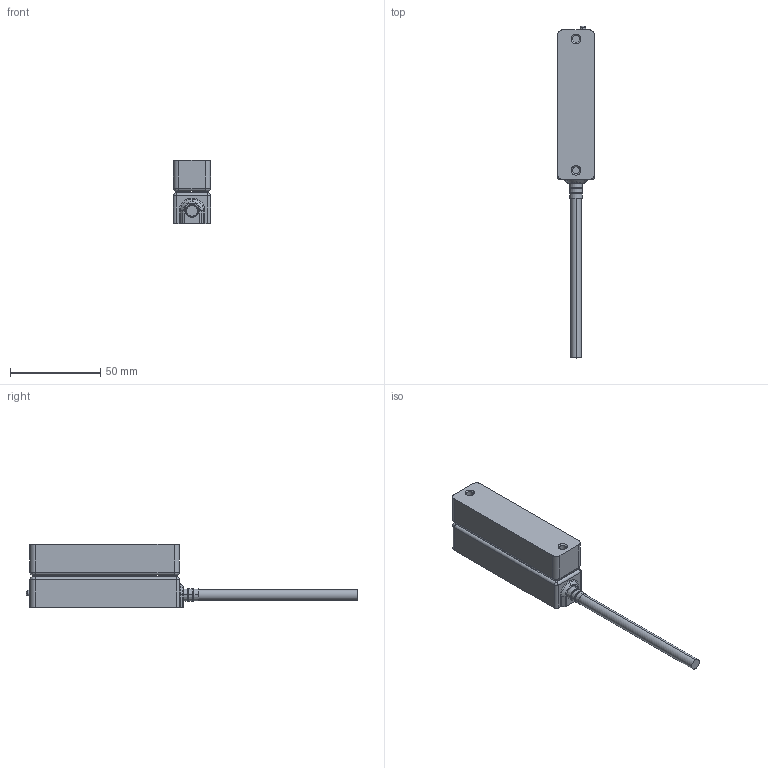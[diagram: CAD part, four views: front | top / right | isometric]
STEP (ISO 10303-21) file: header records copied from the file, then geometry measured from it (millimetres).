
FILE_DESCRIPTION (( 'STEP AP214' ), '1' );
FILE_NAME ('CMC-F-135006.step', '2017-09-27T13:20:13', ( '' ), ( '' ), 'SwSTEP 2.0', 'SolidWorks 2017', '' );
FILE_SCHEMA (( 'AUTOMOTIVE_DESIGN' ));
Length unit declared in the file: inch
Products named in the file (3): CMC-F-135006_2; CMC-F-135006; CMC-F-135006_1
Assembly tree (2 placements, depth 2):
  CMC-F-135006
    CMC-F-135006_1
    CMC-F-135006_2
Bounding box: 20.6 x 184.29 x 35 mm (x, y, z)
Volume: 60496 mm3; surface area: 16393.4 mm2
Topology: 5 solids, 5 shells, 101 faces, 220 edges, 131 vertices
Faces by surface type: cylinder 32, bspline 29, plane 24, cone 16
Entity records: 3285 total; most frequent: CARTESIAN_POINT 969, DIRECTION 491, ORIENTED_EDGE 436, EDGE_CURVE 218, AXIS2_PLACEMENT_3D 205, VERTEX_POINT 131, CIRCLE 128, EDGE_LOOP 105
